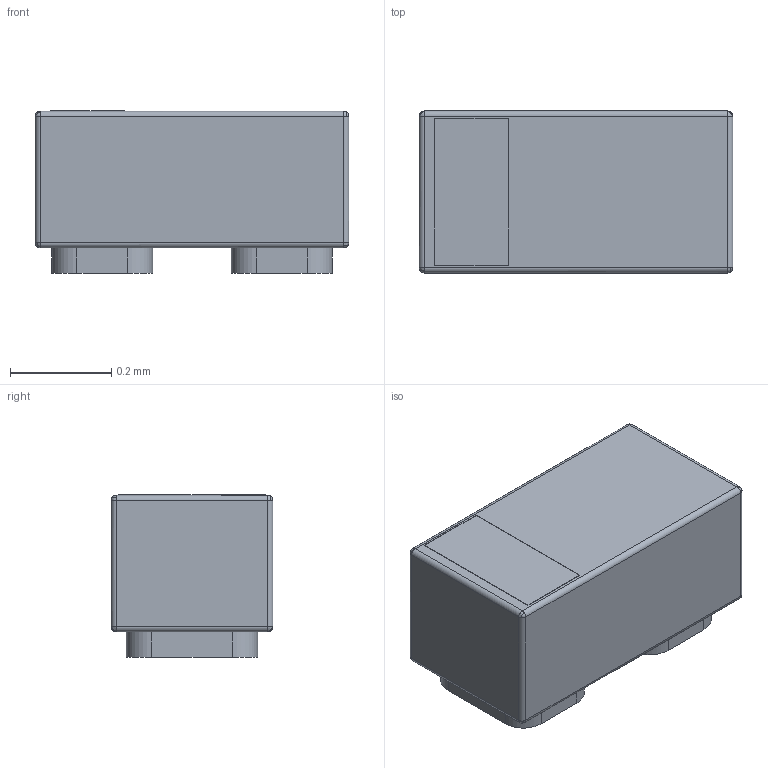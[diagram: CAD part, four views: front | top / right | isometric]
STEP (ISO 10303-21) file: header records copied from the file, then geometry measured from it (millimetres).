
FILE_DESCRIPTION (( 'STEP AP214' ), '1' );
FILE_NAME ('ESD101B102ELSE6327XTSA1.STEP', '2023-02-10T17:03:40', ( '' ), ( '' ), 'SwSTEP 2.0', 'SolidWorks 2022', '' );
FILE_SCHEMA (( 'AUTOMOTIVE_DESIGN' ));
Length unit declared in the file: millimetre
Products named in the file (4): Leads; ESD101B102ELSE6327XTSA1; bar; Body
Assembly tree (3 placements, depth 2):
  ESD101B102ELSE6327XTSA1
    Body
    Leads
    bar
Bounding box: 0.62 x 0.32 x 0.32 mm (x, y, z)
Volume: 0.1 mm3; surface area: 1.3 mm2
Topology: 4 solids, 4 shells, 60 faces, 156 edges, 88 vertices
Faces by surface type: plane 24, cylinder 20, bspline 16
Entity records: 2727 total; most frequent: CARTESIAN_POINT 534, DIRECTION 312, ORIENTED_EDGE 280, EDGE_CURVE 140, AXIS2_PLACEMENT_3D 122, VERTEX_POINT 88, CIRCLE 72, UNCERTAINTY_MEASURE_WITH_UNIT 71
